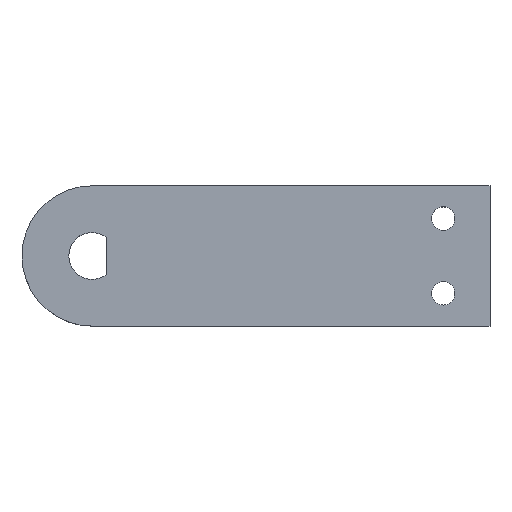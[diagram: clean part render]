
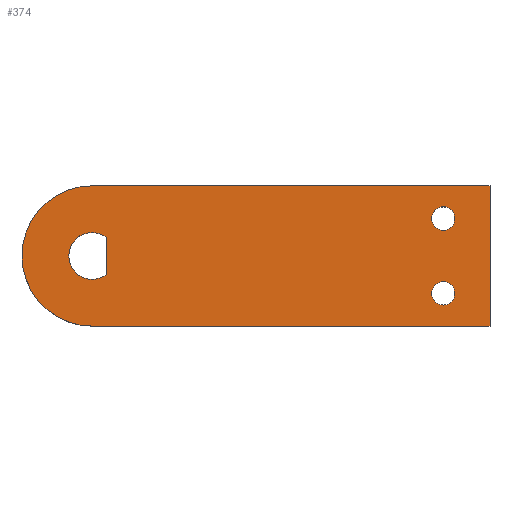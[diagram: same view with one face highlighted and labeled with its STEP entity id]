
A CAD part, top view. The second image highlights one B-rep face of the part: STEP entity #374.
In plain terms, the highlighted planar face has unit normal (0, 0, 1).
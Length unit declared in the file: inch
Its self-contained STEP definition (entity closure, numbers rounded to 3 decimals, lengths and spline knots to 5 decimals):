
#3 = EDGE_CURVE ( 'NONE', #415, #284, #386, .T. ) ;
#4 = CARTESIAN_POINT ( 'NONE',  ( -1.25, -0.375, 0.175 ) ) ;
#6 = CARTESIAN_POINT ( 'NONE',  ( 0.9375, 0.2, 0.175 ) ) ;
#9 = CARTESIAN_POINT ( 'NONE',  ( -0.875, 0., 0.175 ) ) ;
#12 = DIRECTION ( 'NONE',  ( -1., 0., 0. ) ) ;
#13 = CARTESIAN_POINT ( 'NONE',  ( 0.9375, -0.2, 0.175 ) ) ;
#14 = EDGE_LOOP ( 'NONE', ( #167, #172 ) ) ;
#15 = LINE ( 'NONE', #119, #288 ) ;
#19 = AXIS2_PLACEMENT_3D ( 'NONE', #210, #67, #392 ) ;
#25 = VERTEX_POINT ( 'NONE', #285 ) ;
#33 = VERTEX_POINT ( 'NONE', #185 ) ;
#37 = DIRECTION ( 'NONE',  ( 0., 0., -1. ) ) ;
#57 = CIRCLE ( 'NONE', #332, 0.0625 ) ;
#63 = FACE_BOUND ( 'NONE', #163, .T. ) ;
#66 = DIRECTION ( 'NONE',  ( -1., 0., 0. ) ) ;
#67 = DIRECTION ( 'NONE',  ( 0., 0., 1. ) ) ;
#69 = PLANE ( 'NONE',  #338 ) ;
#70 = EDGE_LOOP ( 'NONE', ( #313, #145 ) ) ;
#96 = DIRECTION ( 'NONE',  ( 1., 0., 0. ) ) ;
#107 = CARTESIAN_POINT ( 'NONE',  ( 1.0625, 0.2, 0.175 ) ) ;
#119 = CARTESIAN_POINT ( 'NONE',  ( -0.8, 0.1, 0.175 ) ) ;
#121 = DIRECTION ( 'NONE',  ( 0., 0., 1. ) ) ;
#122 = CARTESIAN_POINT ( 'NONE',  ( -0.875, 0., 0.175 ) ) ;
#126 = VERTEX_POINT ( 'NONE', #356 ) ;
#132 = ORIENTED_EDGE ( 'NONE', *, *, #148, .T. ) ;
#145 = ORIENTED_EDGE ( 'NONE', *, *, #194, .F. ) ;
#147 = AXIS2_PLACEMENT_3D ( 'NONE', #9, #361, #12 ) ;
#148 = EDGE_CURVE ( 'NONE', #126, #276, #196, .T. ) ;
#159 = DIRECTION ( 'NONE',  ( 0., 0., 1. ) ) ;
#160 = CIRCLE ( 'NONE', #147, 0.375 ) ;
#163 = EDGE_LOOP ( 'NONE', ( #413, #246 ) ) ;
#167 = ORIENTED_EDGE ( 'NONE', *, *, #366, .F. ) ;
#172 = ORIENTED_EDGE ( 'NONE', *, *, #188, .F. ) ;
#181 = EDGE_CURVE ( 'NONE', #284, #415, #219, .T. ) ;
#182 = EDGE_LOOP ( 'NONE', ( #132, #262, #249, #217, #348 ) ) ;
#183 = CIRCLE ( 'NONE', #345, 0.125 ) ;
#185 = CARTESIAN_POINT ( 'NONE',  ( -0.8, 0.1, 0.175 ) ) ;
#186 = CARTESIAN_POINT ( 'NONE',  ( -0.875, -0.375, 0.175 ) ) ;
#188 = EDGE_CURVE ( 'NONE', #212, #272, #426, .T. ) ;
#194 = EDGE_CURVE ( 'NONE', #33, #25, #183, .T. ) ;
#196 = CIRCLE ( 'NONE', #391, 0.375 ) ;
#197 = AXIS2_PLACEMENT_3D ( 'NONE', #340, #159, #435 ) ;
#210 = CARTESIAN_POINT ( 'NONE',  ( 1., 0.2, 0.175 ) ) ;
#212 = VERTEX_POINT ( 'NONE', #13 ) ;
#216 = CARTESIAN_POINT ( 'NONE',  ( 0., 0., 0.175 ) ) ;
#217 = ORIENTED_EDGE ( 'NONE', *, *, #423, .T. ) ;
#219 = CIRCLE ( 'NONE', #312, 0.0625 ) ;
#233 = DIRECTION ( 'NONE',  ( 0., 0., 1. ) ) ;
#239 = DIRECTION ( 'NONE',  ( 1., 0., 0. ) ) ;
#246 = ORIENTED_EDGE ( 'NONE', *, *, #3, .F. ) ;
#247 = FACE_BOUND ( 'NONE', #70, .T. ) ;
#249 = ORIENTED_EDGE ( 'NONE', *, *, #382, .T. ) ;
#259 = DIRECTION ( 'NONE',  ( -1., 0., 0. ) ) ;
#261 = DIRECTION ( 'NONE',  ( 0., 0., 1. ) ) ;
#262 = ORIENTED_EDGE ( 'NONE', *, *, #420, .T. ) ;
#269 = DIRECTION ( 'NONE',  ( 1., 0., 0. ) ) ;
#272 = VERTEX_POINT ( 'NONE', #394 ) ;
#276 = VERTEX_POINT ( 'NONE', #347 ) ;
#279 = DIRECTION ( 'NONE',  ( 0., 0., 1. ) ) ;
#281 = VECTOR ( 'NONE', #66, 39.37008 ) ;
#284 = VERTEX_POINT ( 'NONE', #107 ) ;
#285 = CARTESIAN_POINT ( 'NONE',  ( -0.8, -0.1, 0.175 ) ) ;
#288 = VECTOR ( 'NONE', #365, 39.37008 ) ;
#290 = CARTESIAN_POINT ( 'NONE',  ( -0.875, 0., 0.175 ) ) ;
#291 = CARTESIAN_POINT ( 'NONE',  ( 1.25, -0.375, 0.175 ) ) ;
#292 = EDGE_CURVE ( 'NONE', #445, #126, #341, .T. ) ;
#300 = CARTESIAN_POINT ( 'NONE',  ( 1.25, -0.375, 0.175 ) ) ;
#312 = AXIS2_PLACEMENT_3D ( 'NONE', #437, #233, #269 ) ;
#313 = ORIENTED_EDGE ( 'NONE', *, *, #408, .F. ) ;
#324 = LINE ( 'NONE', #4, #360 ) ;
#332 = AXIS2_PLACEMENT_3D ( 'NONE', #414, #279, #418 ) ;
#338 = AXIS2_PLACEMENT_3D ( 'NONE', #216, #37, #343 ) ;
#340 = CARTESIAN_POINT ( 'NONE',  ( 1., -0.2, 0.175 ) ) ;
#341 = LINE ( 'NONE', #412, #281 ) ;
#343 = DIRECTION ( 'NONE',  ( -1., 0., 0. ) ) ;
#345 = AXIS2_PLACEMENT_3D ( 'NONE', #122, #261, #96 ) ;
#347 = CARTESIAN_POINT ( 'NONE',  ( -1.25, 0., 0.175 ) ) ;
#348 = ORIENTED_EDGE ( 'NONE', *, *, #292, .T. ) ;
#356 = CARTESIAN_POINT ( 'NONE',  ( -0.875, 0.375, 0.175 ) ) ;
#358 = LINE ( 'NONE', #291, #370 ) ;
#360 = VECTOR ( 'NONE', #239, 39.37008 ) ;
#361 = DIRECTION ( 'NONE',  ( 0., 0., 1. ) ) ;
#363 = DIRECTION ( 'NONE',  ( 0., 1., 0. ) ) ;
#365 = DIRECTION ( 'NONE',  ( 0., 1., 0. ) ) ;
#366 = EDGE_CURVE ( 'NONE', #272, #212, #57, .T. ) ;
#370 = VECTOR ( 'NONE', #363, 39.37008 ) ;
#374 = ADVANCED_FACE ( 'NONE', ( #247, #63, #380, #388 ), #69, .F. ) ;
#379 = VERTEX_POINT ( 'NONE', #186 ) ;
#380 = FACE_BOUND ( 'NONE', #14, .T. ) ;
#382 = EDGE_CURVE ( 'NONE', #379, #442, #324, .T. ) ;
#386 = CIRCLE ( 'NONE', #19, 0.0625 ) ;
#388 = FACE_OUTER_BOUND ( 'NONE', #182, .T. ) ;
#391 = AXIS2_PLACEMENT_3D ( 'NONE', #290, #121, #259 ) ;
#392 = DIRECTION ( 'NONE',  ( 1., 0., 0. ) ) ;
#394 = CARTESIAN_POINT ( 'NONE',  ( 1.0625, -0.2, 0.175 ) ) ;
#408 = EDGE_CURVE ( 'NONE', #25, #33, #15, .T. ) ;
#412 = CARTESIAN_POINT ( 'NONE',  ( -1.25, 0.375, 0.175 ) ) ;
#413 = ORIENTED_EDGE ( 'NONE', *, *, #181, .F. ) ;
#414 = CARTESIAN_POINT ( 'NONE',  ( 1., -0.2, 0.175 ) ) ;
#415 = VERTEX_POINT ( 'NONE', #6 ) ;
#418 = DIRECTION ( 'NONE',  ( 1., 0., 0. ) ) ;
#420 = EDGE_CURVE ( 'NONE', #276, #379, #160, .T. ) ;
#423 = EDGE_CURVE ( 'NONE', #442, #445, #358, .T. ) ;
#426 = CIRCLE ( 'NONE', #197, 0.0625 ) ;
#434 = CARTESIAN_POINT ( 'NONE',  ( 1.25, 0.375, 0.175 ) ) ;
#435 = DIRECTION ( 'NONE',  ( 1., 0., 0. ) ) ;
#437 = CARTESIAN_POINT ( 'NONE',  ( 1., 0.2, 0.175 ) ) ;
#442 = VERTEX_POINT ( 'NONE', #300 ) ;
#445 = VERTEX_POINT ( 'NONE', #434 ) ;
